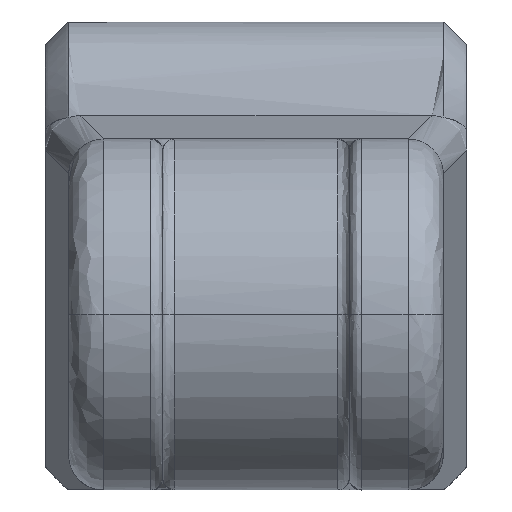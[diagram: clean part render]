
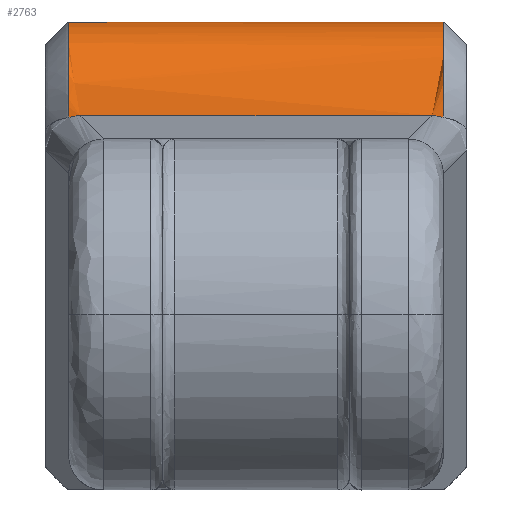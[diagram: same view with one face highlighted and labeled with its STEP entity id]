
A CAD part, front view. The second image highlights one B-rep face of the part: STEP entity #2763.
In plain terms, the highlighted free-form (B-spline) face has degree [2, 1] with [3, 2] control points.
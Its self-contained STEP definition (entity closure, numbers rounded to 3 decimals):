
#2763 = ADVANCED_FACE('',(#2764),#2838,.T.);
#2764 = FACE_BOUND('',#2765,.T.);
#2765 = EDGE_LOOP('',(#2766,#2777,#2786,#2793,#2802,#2811,#2822,#2829));
#2766 = ORIENTED_EDGE('',*,*,#2767,.F.);
#2767 = EDGE_CURVE('',#2768,#2770,#2772,.T.);
#2768 = VERTEX_POINT('',#2769);
#2769 = CARTESIAN_POINT('',(9.714,-12.141,
    19.333));
#2770 = VERTEX_POINT('',#2771);
#2771 = CARTESIAN_POINT('',(9.714,-12.142,
    19.427));
#2772 = B_SPLINE_CURVE_WITH_KNOTS('',3,(#2773,#2774,#2775,#2776),
  .UNSPECIFIED.,.F.,.F.,(4,4),(-0.019,0.),
  .PIECEWISE_BEZIER_KNOTS.);
#2773 = CARTESIAN_POINT('',(9.714,-12.141,
    19.333));
#2774 = CARTESIAN_POINT('',(9.714,-12.142,
    19.364));
#2775 = CARTESIAN_POINT('',(9.714,-12.142,
    19.396));
#2776 = CARTESIAN_POINT('',(9.714,-12.142,
    19.427));
#2777 = ORIENTED_EDGE('',*,*,#2778,.F.);
#2778 = EDGE_CURVE('',#2779,#2768,#2781,.T.);
#2779 = VERTEX_POINT('',#2780);
#2780 = CARTESIAN_POINT('',(9.134,-12.142,
    19.427));
#2781 = B_SPLINE_CURVE_WITH_KNOTS('',3,(#2782,#2783,#2784,#2785),
  .UNSPECIFIED.,.F.,.F.,(4,4),(0.,0.),
  .PIECEWISE_BEZIER_KNOTS.);
#2782 = CARTESIAN_POINT('',(9.134,-12.142,
    19.427));
#2783 = CARTESIAN_POINT('',(9.33,-12.142,
    19.427));
#2784 = CARTESIAN_POINT('',(9.528,-12.142,
    19.395));
#2785 = CARTESIAN_POINT('',(9.714,-12.141,
    19.333));
#2786 = ORIENTED_EDGE('',*,*,#2787,.F.);
#2787 = EDGE_CURVE('',#2788,#2779,#2790,.T.);
#2788 = VERTEX_POINT('',#2789);
#2789 = CARTESIAN_POINT('',(-9.134,-12.142,
    19.427));
#2790 = B_SPLINE_CURVE_WITH_KNOTS('',1,(#2791,#2792),.UNSPECIFIED.,.F.,
  .F.,(2,2),(0.,15.046),.PIECEWISE_BEZIER_KNOTS.);
#2791 = CARTESIAN_POINT('',(-9.134,-12.142,
    19.427));
#2792 = CARTESIAN_POINT('',(9.134,-12.142,
    19.427));
#2793 = ORIENTED_EDGE('',*,*,#2794,.F.);
#2794 = EDGE_CURVE('',#2795,#2788,#2797,.T.);
#2795 = VERTEX_POINT('',#2796);
#2796 = CARTESIAN_POINT('',(-9.714,-12.141,
    19.333));
#2797 = B_SPLINE_CURVE_WITH_KNOTS('',3,(#2798,#2799,#2800,#2801),
  .UNSPECIFIED.,.F.,.F.,(4,4),(0.,0.),
  .PIECEWISE_BEZIER_KNOTS.);
#2798 = CARTESIAN_POINT('',(-9.714,-12.141,
    19.333));
#2799 = CARTESIAN_POINT('',(-9.528,-12.142,
    19.395));
#2800 = CARTESIAN_POINT('',(-9.33,-12.142,
    19.427));
#2801 = CARTESIAN_POINT('',(-9.134,-12.142,
    19.427));
#2802 = ORIENTED_EDGE('',*,*,#2803,.F.);
#2803 = EDGE_CURVE('',#2804,#2795,#2806,.T.);
#2804 = VERTEX_POINT('',#2805);
#2805 = CARTESIAN_POINT('',(-9.714,-12.142,
    19.427));
#2806 = B_SPLINE_CURVE_WITH_KNOTS('',3,(#2807,#2808,#2809,#2810),
  .UNSPECIFIED.,.F.,.F.,(4,4),(0.,1.),.PIECEWISE_BEZIER_KNOTS.);
#2807 = CARTESIAN_POINT('',(-9.714,-12.142,
    19.427));
#2808 = CARTESIAN_POINT('',(-9.714,-12.142,
    19.396));
#2809 = CARTESIAN_POINT('',(-9.714,-12.142,
    19.365));
#2810 = CARTESIAN_POINT('',(-9.714,-12.141,
    19.333));
#2811 = ORIENTED_EDGE('',*,*,#2812,.F.);
#2812 = EDGE_CURVE('',#2813,#2804,#2815,.T.);
#2813 = VERTEX_POINT('',#2814);
#2814 = CARTESIAN_POINT('',(-9.714,-7.285,
    24.284));
#2815 = B_SPLINE_CURVE_WITH_KNOTS('',3,(#2816,#2817,#2818,#2819,#2820,
    #2821),.UNSPECIFIED.,.F.,.F.,(4,2,4),(0.,0.5,1.),.UNSPECIFIED.);
#2816 = CARTESIAN_POINT('',(-9.714,-7.285,
    24.284));
#2817 = CARTESIAN_POINT('',(-9.714,-8.557,
    24.284));
#2818 = CARTESIAN_POINT('',(-9.714,-9.82,
    23.76));
#2819 = CARTESIAN_POINT('',(-9.714,-11.619,
    21.962));
#2820 = CARTESIAN_POINT('',(-9.714,-12.142,
    20.699));
#2821 = CARTESIAN_POINT('',(-9.714,-12.142,
    19.427));
#2822 = ORIENTED_EDGE('',*,*,#2823,.F.);
#2823 = EDGE_CURVE('',#2824,#2813,#2826,.T.);
#2824 = VERTEX_POINT('',#2825);
#2825 = CARTESIAN_POINT('',(9.714,-7.285,
    24.284));
#2826 = B_SPLINE_CURVE_WITH_KNOTS('',1,(#2827,#2828),.UNSPECIFIED.,.F.,
  .F.,(2,2),(0.,16.),.PIECEWISE_BEZIER_KNOTS.);
#2827 = CARTESIAN_POINT('',(9.714,-7.285,
    24.284));
#2828 = CARTESIAN_POINT('',(-9.714,-7.285,
    24.284));
#2829 = ORIENTED_EDGE('',*,*,#2830,.F.);
#2830 = EDGE_CURVE('',#2770,#2824,#2831,.T.);
#2831 = B_SPLINE_CURVE_WITH_KNOTS('',3,(#2832,#2833,#2834,#2835,#2836,
    #2837),.UNSPECIFIED.,.F.,.F.,(4,2,4),(0.,0.5,1.),.UNSPECIFIED.);
#2832 = CARTESIAN_POINT('',(9.714,-12.142,
    19.427));
#2833 = CARTESIAN_POINT('',(9.714,-12.142,
    20.699));
#2834 = CARTESIAN_POINT('',(9.714,-11.619,
    21.962));
#2835 = CARTESIAN_POINT('',(9.714,-9.82,
    23.76));
#2836 = CARTESIAN_POINT('',(9.714,-8.557,
    24.284));
#2837 = CARTESIAN_POINT('',(9.714,-7.285,
    24.284));
#2838 = ( BOUNDED_SURFACE() B_SPLINE_SURFACE(2,1,(
    (#2839,#2840)
    ,(#2841,#2842)
    ,(#2843,#2844
)),.UNSPECIFIED.,.F.,.F.,.F.) B_SPLINE_SURFACE_WITH_KNOTS((3,3),(2,2),(
    0.,1.59),(0.,16.),.PIECEWISE_BEZIER_KNOTS.) 
GEOMETRIC_REPRESENTATION_ITEM() RATIONAL_B_SPLINE_SURFACE((
    (1.,1.)
    ,(0.7,0.7)
,(1.,1.))) REPRESENTATION_ITEM('') SURFACE() );
#2839 = CARTESIAN_POINT('',(9.714,-7.285,
    24.284));
#2840 = CARTESIAN_POINT('',(-9.714,-7.285,
    24.284));
#2841 = CARTESIAN_POINT('',(9.714,-12.237,
    24.284));
#2842 = CARTESIAN_POINT('',(-9.714,-12.237,
    24.284));
#2843 = CARTESIAN_POINT('',(9.714,-12.141,
    19.333));
#2844 = CARTESIAN_POINT('',(-9.714,-12.141,
    19.333));
